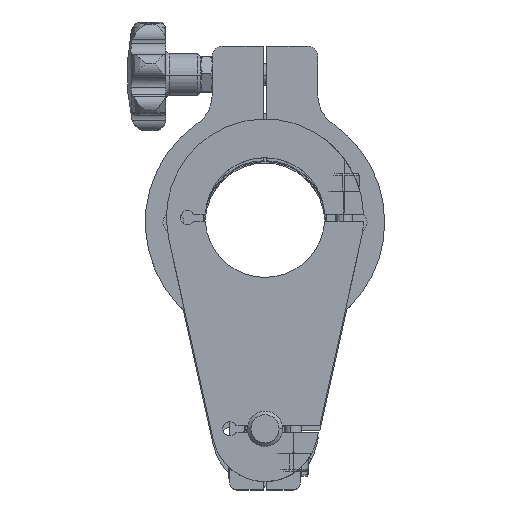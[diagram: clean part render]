
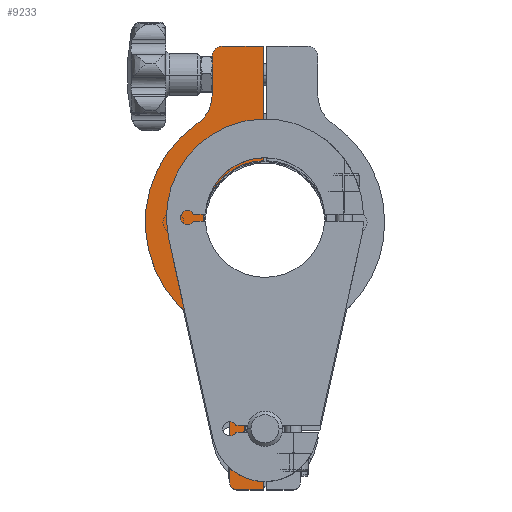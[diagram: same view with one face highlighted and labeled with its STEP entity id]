
A CAD part, top view. The second image highlights one B-rep face of the part: STEP entity #9233.
In plain terms, the highlighted planar face has unit normal (0, 0, 1).
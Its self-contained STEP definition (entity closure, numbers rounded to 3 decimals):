
#80 = VERTEX_POINT ( 'NONE', #4664 ) ;
#375 = ORIENTED_EDGE ( 'NONE', *, *, #1873, .T. ) ;
#501 = ORIENTED_EDGE ( 'NONE', *, *, #579, .T. ) ;
#575 = DIRECTION ( 'NONE',  ( 0., -1., 0. ) ) ;
#579 = EDGE_CURVE ( 'NONE', #9269, #3624, #11818, .T. ) ;
#672 = EDGE_CURVE ( 'NONE', #80, #8902, #9046, .T. ) ;
#707 = VECTOR ( 'NONE', #575, 1000. ) ;
#727 = EDGE_CURVE ( 'NONE', #10509, #2734, #6927, .T. ) ;
#759 = ORIENTED_EDGE ( 'NONE', *, *, #672, .T. ) ;
#772 = EDGE_CURVE ( 'NONE', #16962, #8511, #9714, .T. ) ;
#982 = DIRECTION ( 'NONE',  ( 0., 1., 0. ) ) ;
#1056 = LINE ( 'NONE', #15440, #15067 ) ;
#1228 = CARTESIAN_POINT ( 'NONE',  ( -0.5, 49.98, -764. ) ) ;
#1791 = CARTESIAN_POINT ( 'NONE',  ( -8., -76.02, -764. ) ) ;
#1873 = EDGE_CURVE ( 'NONE', #5866, #80, #13273, .T. ) ;
#2289 = CARTESIAN_POINT ( 'NONE',  ( 0., -0.02, -764. ) ) ;
#2345 = CARTESIAN_POINT ( 'NONE',  ( -0.5, -54.021, -764. ) ) ;
#2734 = VERTEX_POINT ( 'NONE', #17615 ) ;
#2737 = ORIENTED_EDGE ( 'NONE', *, *, #12712, .T. ) ;
#2926 = VECTOR ( 'NONE', #6933, 1000. ) ;
#2993 = CARTESIAN_POINT ( 'NONE',  ( -0.5, -80.02, -764. ) ) ;
#3183 = AXIS2_PLACEMENT_3D ( 'NONE', #15893, #15910, #15799 ) ;
#3421 = DIRECTION ( 'NONE',  ( 1., 0., 0. ) ) ;
#3624 = VERTEX_POINT ( 'NONE', #8680 ) ;
#3637 = DIRECTION ( 'NONE',  ( 1., 0., 0. ) ) ;
#3726 = LINE ( 'NONE', #9073, #10973 ) ;
#3729 = CARTESIAN_POINT ( 'NONE',  ( -20., -39.212, -764. ) ) ;
#4491 = LINE ( 'NONE', #13770, #14464 ) ;
#4664 = CARTESIAN_POINT ( 'NONE',  ( -19.318, 27.959, -764. ) ) ;
#4719 = LINE ( 'NONE', #8654, #707 ) ;
#4724 = CARTESIAN_POINT ( 'NONE',  ( 0., -60.02, -764. ) ) ;
#4747 = ORIENTED_EDGE ( 'NONE', *, *, #727, .T. ) ;
#4846 = CARTESIAN_POINT ( 'NONE',  ( -12., 49.98, -764. ) ) ;
#4869 = CARTESIAN_POINT ( 'NONE',  ( -15., 36.188, -764. ) ) ;
#5089 = DIRECTION ( 'NONE',  ( 1., 0., 0. ) ) ;
#5274 = CIRCLE ( 'NONE', #15980, 2. ) ;
#5404 = EDGE_CURVE ( 'NONE', #14919, #15848, #17279, .T. ) ;
#5460 = VERTEX_POINT ( 'NONE', #2345 ) ;
#5567 = CARTESIAN_POINT ( 'NONE',  ( 0., -60., -764. ) ) ;
#5581 = DIRECTION ( 'NONE',  ( 0., 0., 1. ) ) ;
#5662 = ORIENTED_EDGE ( 'NONE', *, *, #5404, .F. ) ;
#5866 = VERTEX_POINT ( 'NONE', #4869 ) ;
#6444 = EDGE_CURVE ( 'NONE', #9269, #9896, #4491, .T. ) ;
#6579 = LINE ( 'NONE', #2993, #14254 ) ;
#6701 = CARTESIAN_POINT ( 'NONE',  ( -10., -76.02, -764. ) ) ;
#6924 = DIRECTION ( 'NONE',  ( 1., 0., 0. ) ) ;
#6927 = LINE ( 'NONE', #6701, #2926 ) ;
#6933 = DIRECTION ( 'NONE',  ( 1., 0., 0. ) ) ;
#7263 = DIRECTION ( 'NONE',  ( 0., 0., -1. ) ) ;
#7439 = PLANE ( 'NONE',  #12234 ) ;
#7781 = AXIS2_PLACEMENT_3D ( 'NONE', #5567, #15087, #6924 ) ;
#8373 = EDGE_LOOP ( 'NONE', ( #10911, #501, #11259, #375, #759, #8499, #15066, #11696, #4747, #15519, #12431, #2737, #5662, #16000 ) ) ;
#8377 = CARTESIAN_POINT ( 'NONE',  ( -10., -39.212, -764. ) ) ;
#8468 = CIRCLE ( 'NONE', #13826, 10. ) ;
#8499 = ORIENTED_EDGE ( 'NONE', *, *, #8906, .T. ) ;
#8511 = VERTEX_POINT ( 'NONE', #9384 ) ;
#8621 = EDGE_CURVE ( 'NONE', #8511, #10509, #5274, .T. ) ;
#8654 = CARTESIAN_POINT ( 'NONE',  ( -15., 49.98, -764. ) ) ;
#8680 = CARTESIAN_POINT ( 'NONE',  ( -15., 46.98, -764. ) ) ;
#8766 = CARTESIAN_POINT ( 'NONE',  ( -0.5, -65.979, -764. ) ) ;
#8902 = VERTEX_POINT ( 'NONE', #9119 ) ;
#8906 = EDGE_CURVE ( 'NONE', #8902, #16962, #8468, .T. ) ;
#9022 = CARTESIAN_POINT ( 'NONE',  ( -0.5, -17.513, -764. ) ) ;
#9046 = CIRCLE ( 'NONE', #10444, 34. ) ;
#9073 = CARTESIAN_POINT ( 'NONE',  ( -0.5, -80.02, -764. ) ) ;
#9119 = CARTESIAN_POINT ( 'NONE',  ( -15.455, -30.304, -764. ) ) ;
#9158 = EDGE_CURVE ( 'NONE', #2734, #16229, #1056, .T. ) ;
#9233 = ADVANCED_FACE ( 'NONE', ( #14635 ), #7439, .T. ) ;
#9269 = VERTEX_POINT ( 'NONE', #4846 ) ;
#9384 = CARTESIAN_POINT ( 'NONE',  ( -10., -74.02, -764. ) ) ;
#9714 = LINE ( 'NONE', #17584, #12876 ) ;
#9896 = VERTEX_POINT ( 'NONE', #1228 ) ;
#10408 = EDGE_CURVE ( 'NONE', #5460, #16229, #16533, .T. ) ;
#10444 = AXIS2_PLACEMENT_3D ( 'NONE', #13729, #15273, #13897 ) ;
#10509 = VERTEX_POINT ( 'NONE', #1791 ) ;
#10911 = ORIENTED_EDGE ( 'NONE', *, *, #6444, .F. ) ;
#10929 = AXIS2_PLACEMENT_3D ( 'NONE', #15437, #7263, #16800 ) ;
#10973 = VECTOR ( 'NONE', #982, 1000. ) ;
#11123 = DIRECTION ( 'NONE',  ( 0., 1., 0. ) ) ;
#11259 = ORIENTED_EDGE ( 'NONE', *, *, #16141, .T. ) ;
#11387 = DIRECTION ( 'NONE',  ( 0., 1., 0. ) ) ;
#11541 = DIRECTION ( 'NONE',  ( 0., 0., 1. ) ) ;
#11696 = ORIENTED_EDGE ( 'NONE', *, *, #8621, .T. ) ;
#11764 = DIRECTION ( 'NONE',  ( 0., 0., 1. ) ) ;
#11818 = CIRCLE ( 'NONE', #3183, 3. ) ;
#12234 = AXIS2_PLACEMENT_3D ( 'NONE', #4724, #11541, #3421 ) ;
#12431 = ORIENTED_EDGE ( 'NONE', *, *, #10408, .F. ) ;
#12712 = EDGE_CURVE ( 'NONE', #5460, #15848, #3726, .T. ) ;
#12876 = VECTOR ( 'NONE', #16092, 1000. ) ;
#13223 = DIRECTION ( 'NONE',  ( 0., 0., -1. ) ) ;
#13273 = CIRCLE ( 'NONE', #10929, 10. ) ;
#13669 = AXIS2_PLACEMENT_3D ( 'NONE', #2289, #11764, #3637 ) ;
#13729 = CARTESIAN_POINT ( 'NONE',  ( 0., -0.02, -764. ) ) ;
#13734 = CARTESIAN_POINT ( 'NONE',  ( -8., -74.02, -764. ) ) ;
#13770 = CARTESIAN_POINT ( 'NONE',  ( 15., 49.98, -764. ) ) ;
#13826 = AXIS2_PLACEMENT_3D ( 'NONE', #3729, #13223, #5089 ) ;
#13897 = DIRECTION ( 'NONE',  ( 1., 0., 0. ) ) ;
#14254 = VECTOR ( 'NONE', #11123, 1000. ) ;
#14464 = VECTOR ( 'NONE', #15191, 1000. ) ;
#14635 = FACE_OUTER_BOUND ( 'NONE', #8373, .T. ) ;
#14915 = CARTESIAN_POINT ( 'NONE',  ( -0.5, 17.473, -764. ) ) ;
#14919 = VERTEX_POINT ( 'NONE', #14915 ) ;
#15066 = ORIENTED_EDGE ( 'NONE', *, *, #772, .T. ) ;
#15067 = VECTOR ( 'NONE', #11387, 1000. ) ;
#15087 = DIRECTION ( 'NONE',  ( 0., 0., 1. ) ) ;
#15096 = DIRECTION ( 'NONE',  ( 1., 0., 0. ) ) ;
#15191 = DIRECTION ( 'NONE',  ( 1., 0., 0. ) ) ;
#15273 = DIRECTION ( 'NONE',  ( 0., 0., 1. ) ) ;
#15437 = CARTESIAN_POINT ( 'NONE',  ( -25., 36.188, -764. ) ) ;
#15440 = CARTESIAN_POINT ( 'NONE',  ( -0.5, -80.02, -764. ) ) ;
#15519 = ORIENTED_EDGE ( 'NONE', *, *, #9158, .T. ) ;
#15799 = DIRECTION ( 'NONE',  ( 1., 0., 0. ) ) ;
#15848 = VERTEX_POINT ( 'NONE', #9022 ) ;
#15893 = CARTESIAN_POINT ( 'NONE',  ( -12., 46.98, -764. ) ) ;
#15910 = DIRECTION ( 'NONE',  ( 0., 0., 1. ) ) ;
#15980 = AXIS2_PLACEMENT_3D ( 'NONE', #13734, #5581, #15096 ) ;
#16000 = ORIENTED_EDGE ( 'NONE', *, *, #17344, .T. ) ;
#16092 = DIRECTION ( 'NONE',  ( 0., -1., 0. ) ) ;
#16141 = EDGE_CURVE ( 'NONE', #3624, #5866, #4719, .T. ) ;
#16229 = VERTEX_POINT ( 'NONE', #8766 ) ;
#16533 = CIRCLE ( 'NONE', #7781, 6. ) ;
#16800 = DIRECTION ( 'NONE',  ( 1., 0., 0. ) ) ;
#16962 = VERTEX_POINT ( 'NONE', #8377 ) ;
#17279 = CIRCLE ( 'NONE', #13669, 17.5 ) ;
#17344 = EDGE_CURVE ( 'NONE', #14919, #9896, #6579, .T. ) ;
#17584 = CARTESIAN_POINT ( 'NONE',  ( -10., -60.02, -764. ) ) ;
#17615 = CARTESIAN_POINT ( 'NONE',  ( -0.5, -76.02, -764. ) ) ;
